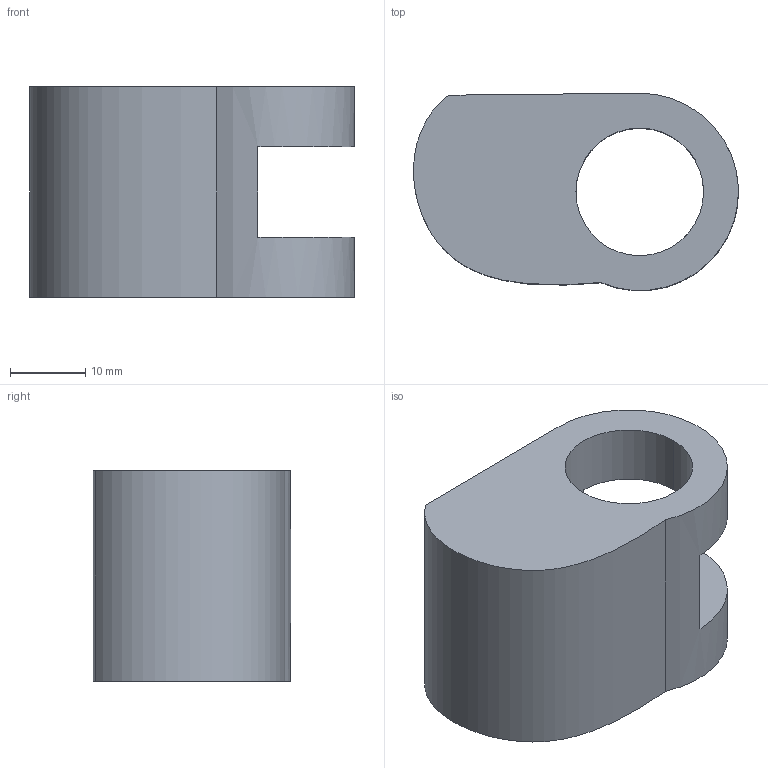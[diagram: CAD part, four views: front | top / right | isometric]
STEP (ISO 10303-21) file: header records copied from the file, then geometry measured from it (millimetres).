
FILE_DESCRIPTION (( 'STEP AP203' ), '1' );
FILE_NAME ('Part4_Default_sldprt.STEP', '2021-11-21T02:23:31', ( '' ), ( '' ), 'SwSTEP 2.0', 'SolidWorks 2021', '' );
FILE_SCHEMA (( 'CONFIG_CONTROL_DESIGN' ));
Length unit declared in the file: centimetre
Products named in the file (1): Part4_Default_sldprt
Bounding box: 43.29 x 26.29 x 28 mm (x, y, z)
Volume: 19030.3 mm3; surface area: 5887.2 mm2
Topology: 1 solids, 1 shells, 11 faces, 31 edges, 20 vertices
Faces by surface type: plane 7, cylinder 3, bspline 1
Entity records: 456 total; most frequent: CARTESIAN_POINT 80, DIRECTION 63, ORIENTED_EDGE 62, EDGE_CURVE 31, AXIS2_PLACEMENT_3D 23, VERTEX_POINT 20, LINE 17, VECTOR 17
